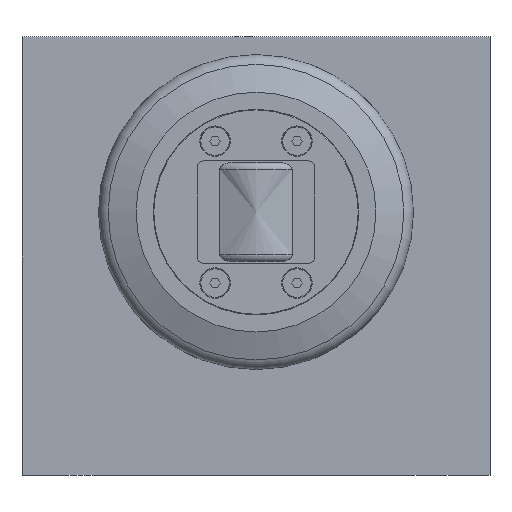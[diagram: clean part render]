
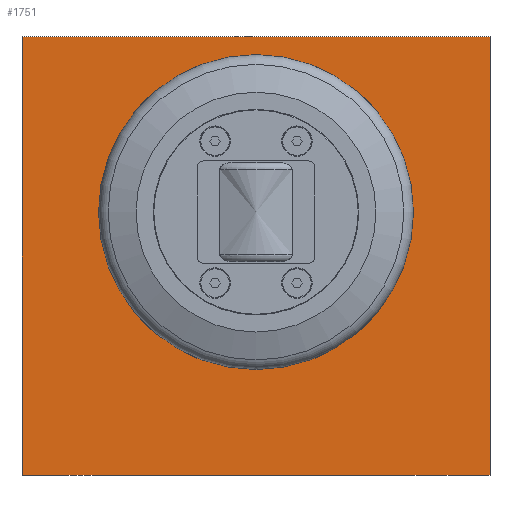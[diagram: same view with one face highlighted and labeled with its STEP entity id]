
A CAD part, front view. The second image highlights one B-rep face of the part: STEP entity #1751.
In plain terms, the highlighted planar face has unit normal (0, -1, 0).
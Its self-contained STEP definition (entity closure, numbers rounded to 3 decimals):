
#45=FACE_BOUND('',#315,.T.);
#102=CIRCLE('',#1905,35.);
#206=FACE_OUTER_BOUND('',#314,.T.);
#314=EDGE_LOOP('',(#1343,#1344,#1345,#1346));
#315=EDGE_LOOP('',(#1347));
#467=LINE('',#2792,#632);
#468=LINE('',#2794,#633);
#469=LINE('',#2796,#634);
#470=LINE('',#2797,#635);
#632=VECTOR('',#2247,10.);
#633=VECTOR('',#2248,10.);
#634=VECTOR('',#2249,10.);
#635=VECTOR('',#2250,10.);
#799=VERTEX_POINT('',#2786);
#800=VERTEX_POINT('',#2790);
#801=VERTEX_POINT('',#2791);
#802=VERTEX_POINT('',#2793);
#803=VERTEX_POINT('',#2795);
#1006=EDGE_CURVE('',#799,#799,#102,.T.);
#1007=EDGE_CURVE('',#800,#801,#467,.T.);
#1008=EDGE_CURVE('',#802,#801,#468,.T.);
#1009=EDGE_CURVE('',#803,#802,#469,.T.);
#1010=EDGE_CURVE('',#803,#800,#470,.T.);
#1343=ORIENTED_EDGE('',*,*,#1007,.T.);
#1344=ORIENTED_EDGE('',*,*,#1008,.F.);
#1345=ORIENTED_EDGE('',*,*,#1009,.F.);
#1346=ORIENTED_EDGE('',*,*,#1010,.T.);
#1347=ORIENTED_EDGE('',*,*,#1006,.T.);
#1673=PLANE('',#1906);
#1751=ADVANCED_FACE('',(#206,#45),#1673,.T.);
#1905=AXIS2_PLACEMENT_3D('',#2788,#2243,#2244);
#1906=AXIS2_PLACEMENT_3D('',#2789,#2245,#2246);
#2243=DIRECTION('center_axis',(0.,1.,0.));
#2244=DIRECTION('ref_axis',(0.,0.,
1.));
#2245=DIRECTION('center_axis',(0.,-1.,0.));
#2246=DIRECTION('ref_axis',(0.,0.,-1.));
#2247=DIRECTION('',(0.,0.,1.));
#2248=DIRECTION('',(1.,0.,0.));
#2249=DIRECTION('',(0.,0.,1.));
#2250=DIRECTION('',(1.,0.,0.));
#2786=CARTESIAN_POINT('',(80.,0.,55.));
#2788=CARTESIAN_POINT('Origin',(80.,0.,90.));
#2789=CARTESIAN_POINT('Origin',(0.,0.,0.));
#2790=CARTESIAN_POINT('',(160.,0.,0.));
#2791=CARTESIAN_POINT('',(160.,0.,150.));
#2792=CARTESIAN_POINT('',(160.,0.,0.));
#2793=CARTESIAN_POINT('',(0.,0.,150.));
#2794=CARTESIAN_POINT('',(0.,0.,150.));
#2795=CARTESIAN_POINT('',(0.,0.,0.));
#2796=CARTESIAN_POINT('',(0.,0.,0.));
#2797=CARTESIAN_POINT('',(0.,0.,0.));
